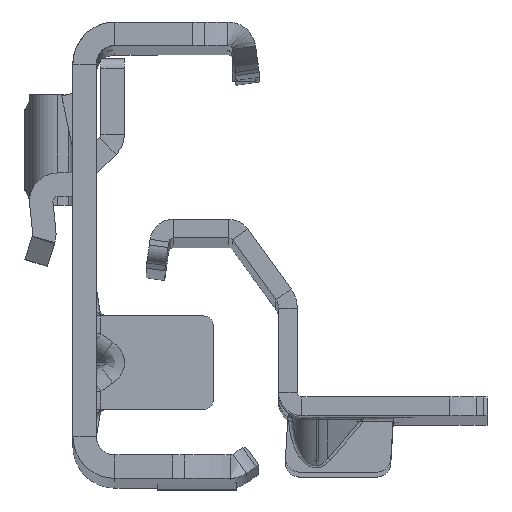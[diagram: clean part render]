
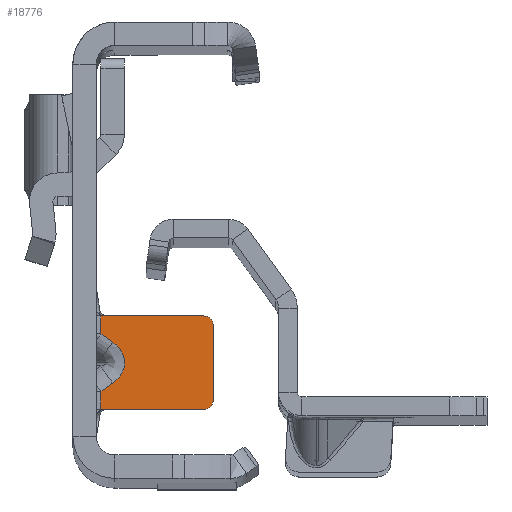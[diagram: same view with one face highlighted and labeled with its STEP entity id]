
A CAD part, top view. The second image highlights one B-rep face of the part: STEP entity #18776.
In plain terms, the highlighted planar face has unit normal (0, 0, 1).
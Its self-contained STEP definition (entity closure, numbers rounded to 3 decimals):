
#131 =( BOUNDED_CURVE ( )  B_SPLINE_CURVE ( 3, ( #16083, #7201, #16182, #8647 ),
 .UNSPECIFIED., .F., .T. ) 
 B_SPLINE_CURVE_WITH_KNOTS ( ( 4, 4 ),
 ( 2.356, 3.927 ),
 .UNSPECIFIED. ) 
 CURVE ( )  GEOMETRIC_REPRESENTATION_ITEM ( )  RATIONAL_B_SPLINE_CURVE ( ( 1., 0.805, 0.805, 1. ) ) 
 REPRESENTATION_ITEM ( '' )  );
#375 = ORIENTED_EDGE ( 'NONE', *, *, #4035, .T. ) ;
#601 = CARTESIAN_POINT ( 'NONE',  ( 1.757, -8.408, -591.5 ) ) ;
#661 = DIRECTION ( 'NONE',  ( 0., -1., 0. ) ) ;
#930 = CARTESIAN_POINT ( 'NONE',  ( 12.5, -6.6, -591.5 ) ) ;
#980 = CARTESIAN_POINT ( 'NONE',  ( 0.708, -15.6, -591.5 ) ) ;
#1390 = CARTESIAN_POINT ( 'NONE',  ( 2.624, -12.179, -591.5 ) ) ;
#1532 = CARTESIAN_POINT ( 'NONE',  ( 12.5, -14.6, -591.5 ) ) ;
#1806 = AXIS2_PLACEMENT_3D ( 'NONE', #5242, #9329, #661 ) ;
#1975 = VERTEX_POINT ( 'NONE', #3198 ) ;
#2212 = VERTEX_POINT ( 'NONE', #4324 ) ;
#2265 = AXIS2_PLACEMENT_3D ( 'NONE', #4694, #9064, #7450 ) ;
#2365 = EDGE_CURVE ( 'NONE', #2212, #13617, #11682, .T. ) ;
#2478 = CARTESIAN_POINT ( 'NONE',  ( 0.5, -5.6, -591.5 ) ) ;
#2517 = VECTOR ( 'NONE', #3348, 1000. ) ;
#2583 = EDGE_CURVE ( 'NONE', #14082, #1975, #10105, .T. ) ;
#2722 = VERTEX_POINT ( 'NONE', #1532 ) ;
#3198 = CARTESIAN_POINT ( 'NONE',  ( 0.708, -5.6, -591.5 ) ) ;
#3348 = DIRECTION ( 'NONE',  ( 1., 0., 0. ) ) ;
#3400 = VERTEX_POINT ( 'NONE', #10599 ) ;
#3634 = LINE ( 'NONE', #6580, #2517 ) ;
#4035 = EDGE_CURVE ( 'NONE', #8271, #14082, #7590, .T. ) ;
#4084 = LINE ( 'NONE', #11522, #10918 ) ;
#4218 = VERTEX_POINT ( 'NONE', #601 ) ;
#4324 = CARTESIAN_POINT ( 'NONE',  ( 0.5, -15.6, -591.5 ) ) ;
#4331 = DIRECTION ( 'NONE',  ( 0., 1., 0. ) ) ;
#4386 = VECTOR ( 'NONE', #7737, 1000. ) ;
#4518 = CARTESIAN_POINT ( 'NONE',  ( 11.5, -14.6, -591.5 ) ) ;
#4528 = DIRECTION ( 'NONE',  ( 0.816, 0.577, 0. ) ) ;
#4661 = ORIENTED_EDGE ( 'NONE', *, *, #16596, .T. ) ;
#4694 = CARTESIAN_POINT ( 'NONE',  ( -7.326, 22.3, -591.5 ) ) ;
#5097 = EDGE_CURVE ( 'NONE', #2212, #13320, #8147, .T. ) ;
#5242 = CARTESIAN_POINT ( 'NONE',  ( 11.5, -6.6, -591.5 ) ) ;
#5754 = CARTESIAN_POINT ( 'NONE',  ( 11.5, -5.6, -591.5 ) ) ;
#6017 = EDGE_CURVE ( 'NONE', #13320, #3400, #7390, .T. ) ;
#6156 = CARTESIAN_POINT ( 'NONE',  ( 11.5, -15.6, -591.5 ) ) ;
#6580 = CARTESIAN_POINT ( 'NONE',  ( -1.826, -15.6, -591.5 ) ) ;
#6643 = LINE ( 'NONE', #930, #12927 ) ;
#6708 = VECTOR ( 'NONE', #4528, 1000. ) ;
#7084 = VERTEX_POINT ( 'NONE', #2478 ) ;
#7110 = ORIENTED_EDGE ( 'NONE', *, *, #5097, .F. ) ;
#7201 = CARTESIAN_POINT ( 'NONE',  ( 3.573, -11.508, -591.5 ) ) ;
#7258 = DIRECTION ( 'NONE',  ( 0., 1., 0. ) ) ;
#7390 = LINE ( 'NONE', #1390, #6708 ) ;
#7405 = EDGE_CURVE ( 'NONE', #17040, #7084, #10588, .T. ) ;
#7450 = DIRECTION ( 'NONE',  ( 0., 1., 0. ) ) ;
#7533 = CARTESIAN_POINT ( 'NONE',  ( 0.5, 22.3, -591.5 ) ) ;
#7590 = CIRCLE ( 'NONE', #1806, 1. ) ;
#7737 = DIRECTION ( 'NONE',  ( 1., 0., 0. ) ) ;
#8027 = EDGE_LOOP ( 'NONE', ( #18324, #17390, #10428, #7110, #11583, #4661, #18178, #9846, #375, #16501, #18013, #16846 ) ) ;
#8147 = LINE ( 'NONE', #12449, #16874 ) ;
#8271 = VERTEX_POINT ( 'NONE', #15909 ) ;
#8318 = EDGE_CURVE ( 'NONE', #3400, #4218, #131, .T. ) ;
#8647 = CARTESIAN_POINT ( 'NONE',  ( 1.757, -8.408, -591.5 ) ) ;
#8904 = DIRECTION ( 'NONE',  ( 0., 0., 1. ) ) ;
#9064 = DIRECTION ( 'NONE',  ( 0., 0., -1. ) ) ;
#9329 = DIRECTION ( 'NONE',  ( 0., 0., 1. ) ) ;
#9796 = CARTESIAN_POINT ( 'NONE',  ( 0.5, -7.519, -591.5 ) ) ;
#9846 = ORIENTED_EDGE ( 'NONE', *, *, #15951, .T. ) ;
#9887 = DIRECTION ( 'NONE',  ( -1., 0., 0. ) ) ;
#10105 = LINE ( 'NONE', #18461, #16871 ) ;
#10332 = DIRECTION ( 'NONE',  ( 0., 1., 0. ) ) ;
#10396 = EDGE_CURVE ( 'NONE', #1975, #7084, #4084, .T. ) ;
#10428 = ORIENTED_EDGE ( 'NONE', *, *, #6017, .F. ) ;
#10446 = EDGE_CURVE ( 'NONE', #4218, #17040, #16090, .T. ) ;
#10518 = VERTEX_POINT ( 'NONE', #6156 ) ;
#10588 = LINE ( 'NONE', #7533, #17627 ) ;
#10599 = CARTESIAN_POINT ( 'NONE',  ( 1.757, -12.792, -591.5 ) ) ;
#10918 = VECTOR ( 'NONE', #9887, 1000. ) ;
#11424 = CARTESIAN_POINT ( 'NONE',  ( 0.5, -13.681, -591.5 ) ) ;
#11522 = CARTESIAN_POINT ( 'NONE',  ( -1.826, -5.6, -591.5 ) ) ;
#11583 = ORIENTED_EDGE ( 'NONE', *, *, #2365, .T. ) ;
#11682 = LINE ( 'NONE', #14641, #4386 ) ;
#11793 = CARTESIAN_POINT ( 'NONE',  ( 1.367, -8.131, -591.5 ) ) ;
#12030 = CIRCLE ( 'NONE', #12331, 1. ) ;
#12331 = AXIS2_PLACEMENT_3D ( 'NONE', #4518, #8904, #10332 ) ;
#12449 = CARTESIAN_POINT ( 'NONE',  ( 0.5, 22.3, -591.5 ) ) ;
#12790 = VECTOR ( 'NONE', #17811, 1000. ) ;
#12927 = VECTOR ( 'NONE', #4331, 1000. ) ;
#13294 = PLANE ( 'NONE',  #2265 ) ;
#13320 = VERTEX_POINT ( 'NONE', #11424 ) ;
#13488 = FACE_OUTER_BOUND ( 'NONE', #8027, .T. ) ;
#13617 = VERTEX_POINT ( 'NONE', #980 ) ;
#14082 = VERTEX_POINT ( 'NONE', #5754 ) ;
#14641 = CARTESIAN_POINT ( 'NONE',  ( -1.826, -15.6, -591.5 ) ) ;
#15583 = DIRECTION ( 'NONE',  ( -1., 0., 0. ) ) ;
#15909 = CARTESIAN_POINT ( 'NONE',  ( 12.5, -6.6, -591.5 ) ) ;
#15951 = EDGE_CURVE ( 'NONE', #2722, #8271, #6643, .T. ) ;
#16083 = CARTESIAN_POINT ( 'NONE',  ( 1.757, -12.792, -591.5 ) ) ;
#16090 = LINE ( 'NONE', #11793, #12790 ) ;
#16182 = CARTESIAN_POINT ( 'NONE',  ( 3.573, -9.692, -591.5 ) ) ;
#16501 = ORIENTED_EDGE ( 'NONE', *, *, #2583, .T. ) ;
#16596 = EDGE_CURVE ( 'NONE', #13617, #10518, #3634, .T. ) ;
#16642 = DIRECTION ( 'NONE',  ( 0., 1., 0. ) ) ;
#16846 = ORIENTED_EDGE ( 'NONE', *, *, #7405, .F. ) ;
#16871 = VECTOR ( 'NONE', #15583, 1000. ) ;
#16874 = VECTOR ( 'NONE', #16642, 1000. ) ;
#17040 = VERTEX_POINT ( 'NONE', #9796 ) ;
#17390 = ORIENTED_EDGE ( 'NONE', *, *, #8318, .F. ) ;
#17627 = VECTOR ( 'NONE', #7258, 1000. ) ;
#17811 = DIRECTION ( 'NONE',  ( -0.816, 0.577, 0. ) ) ;
#18013 = ORIENTED_EDGE ( 'NONE', *, *, #10396, .T. ) ;
#18178 = ORIENTED_EDGE ( 'NONE', *, *, #18394, .T. ) ;
#18324 = ORIENTED_EDGE ( 'NONE', *, *, #10446, .F. ) ;
#18394 = EDGE_CURVE ( 'NONE', #10518, #2722, #12030, .T. ) ;
#18461 = CARTESIAN_POINT ( 'NONE',  ( -1.826, -5.6, -591.5 ) ) ;
#18776 = ADVANCED_FACE ( 'NONE', ( #13488 ), #13294, .F. ) ;
